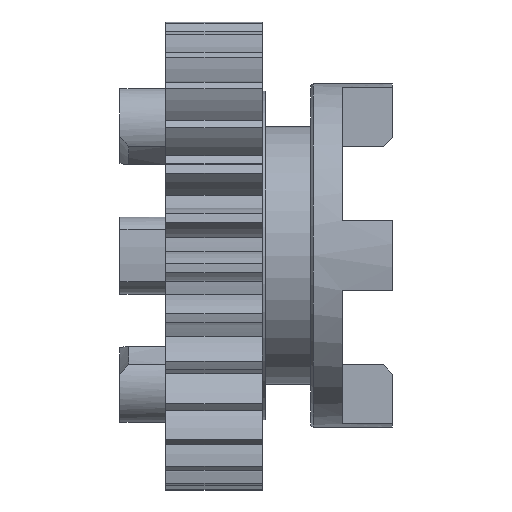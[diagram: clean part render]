
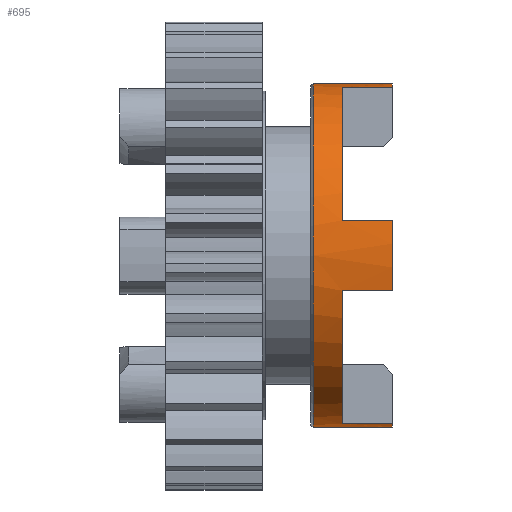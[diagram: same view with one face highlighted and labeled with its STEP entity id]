
A CAD part, left-side view. The second image highlights one B-rep face of the part: STEP entity #695.
In plain terms, the highlighted cylindrical face has radius 19.9 mm (diameter 39.8 mm), a partial arc.
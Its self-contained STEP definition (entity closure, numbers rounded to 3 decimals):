
#141 = VECTOR ( 'NONE', #6791, 1000. ) ;
#220 = VERTEX_POINT ( 'NONE', #5732 ) ;
#404 = VERTEX_POINT ( 'NONE', #3877 ) ;
#432 = CARTESIAN_POINT ( 'NONE',  ( 0., 9.15, 0. ) ) ;
#475 = EDGE_CURVE ( 'NONE', #404, #3639, #6499, .T. ) ;
#517 = DIRECTION ( 'NONE',  ( 0., 0., -1. ) ) ;
#676 = VERTEX_POINT ( 'NONE', #3193 ) ;
#695 = ADVANCED_FACE ( 'NONE', ( #2078 ), #2011, .T. ) ;
#760 = ORIENTED_EDGE ( 'NONE', *, *, #4172, .T. ) ;
#836 = DIRECTION ( 'NONE',  ( 0., 0., -1. ) ) ;
#854 = CARTESIAN_POINT ( 'NONE',  ( 0., 0., -19.9 ) ) ;
#861 = ORIENTED_EDGE ( 'NONE', *, *, #6013, .F. ) ;
#877 = ORIENTED_EDGE ( 'NONE', *, *, #3761, .F. ) ;
#969 = CIRCLE ( 'NONE', #4970, 19.9 ) ;
#1184 = DIRECTION ( 'NONE',  ( 0., 0., -1. ) ) ;
#1379 = LINE ( 'NONE', #854, #4268 ) ;
#1397 = DIRECTION ( 'NONE',  ( 0., -1., 0. ) ) ;
#1623 = DIRECTION ( 'NONE',  ( 0., 0., -1. ) ) ;
#1660 = EDGE_CURVE ( 'NONE', #6767, #2157, #1379, .T. ) ;
#1676 = DIRECTION ( 'NONE',  ( 0., -1., 0. ) ) ;
#1780 = CIRCLE ( 'NONE', #4079, 19.9 ) ;
#1861 = CARTESIAN_POINT ( 'NONE',  ( 0., 5.8, 0. ) ) ;
#1907 = EDGE_CURVE ( 'NONE', #676, #6190, #6795, .T. ) ;
#2011 = CYLINDRICAL_SURFACE ( 'NONE', #2127, 19.9 ) ;
#2021 = CARTESIAN_POINT ( 'NONE',  ( -4.075, 5.8, -19.478 ) ) ;
#2078 = FACE_OUTER_BOUND ( 'NONE', #6162, .T. ) ;
#2081 = LINE ( 'NONE', #3747, #2672 ) ;
#2127 = AXIS2_PLACEMENT_3D ( 'NONE', #5861, #3120, #1623 ) ;
#2157 = VERTEX_POINT ( 'NONE', #4806 ) ;
#2461 = ORIENTED_EDGE ( 'NONE', *, *, #1907, .F. ) ;
#2496 = CARTESIAN_POINT ( 'NONE',  ( 0., 0., 0. ) ) ;
#2606 = DIRECTION ( 'NONE',  ( 0., 0., -1. ) ) ;
#2630 = CARTESIAN_POINT ( 'NONE',  ( -4.075, 0., 19.478 ) ) ;
#2662 = ORIENTED_EDGE ( 'NONE', *, *, #5461, .F. ) ;
#2672 = VECTOR ( 'NONE', #6275, 1000. ) ;
#3034 = DIRECTION ( 'NONE',  ( 0., 0., 1. ) ) ;
#3120 = DIRECTION ( 'NONE',  ( 0., -1., 0. ) ) ;
#3193 = CARTESIAN_POINT ( 'NONE',  ( 0., 0., 19.9 ) ) ;
#3208 = CARTESIAN_POINT ( 'NONE',  ( -19.478, 0., -4.075 ) ) ;
#3229 = DIRECTION ( 'NONE',  ( 0., -1., 0. ) ) ;
#3234 = CARTESIAN_POINT ( 'NONE',  ( -19.478, 5.8, 4.075 ) ) ;
#3257 = ORIENTED_EDGE ( 'NONE', *, *, #1660, .T. ) ;
#3445 = LINE ( 'NONE', #4659, #141 ) ;
#3464 = EDGE_CURVE ( 'NONE', #4464, #3639, #969, .T. ) ;
#3639 = VERTEX_POINT ( 'NONE', #4067 ) ;
#3746 = ORIENTED_EDGE ( 'NONE', *, *, #3464, .F. ) ;
#3747 = CARTESIAN_POINT ( 'NONE',  ( -4.075, 0., -19.478 ) ) ;
#3761 = EDGE_CURVE ( 'NONE', #220, #2157, #6704, .T. ) ;
#3802 = ORIENTED_EDGE ( 'NONE', *, *, #475, .T. ) ;
#3877 = CARTESIAN_POINT ( 'NONE',  ( -19.478, 5.8, -4.075 ) ) ;
#3994 = ORIENTED_EDGE ( 'NONE', *, *, #4408, .F. ) ;
#4067 = CARTESIAN_POINT ( 'NONE',  ( -19.478, 0., -4.075 ) ) ;
#4079 = AXIS2_PLACEMENT_3D ( 'NONE', #6816, #5124, #1184 ) ;
#4172 = EDGE_CURVE ( 'NONE', #5224, #6767, #4986, .T. ) ;
#4197 = DIRECTION ( 'NONE',  ( 0., -1., 0. ) ) ;
#4235 = LINE ( 'NONE', #2630, #6782 ) ;
#4268 = VECTOR ( 'NONE', #5222, 1000. ) ;
#4408 = EDGE_CURVE ( 'NONE', #404, #5805, #1780, .T. ) ;
#4463 = DIRECTION ( 'NONE',  ( 0., 0., -1. ) ) ;
#4464 = VERTEX_POINT ( 'NONE', #6171 ) ;
#4473 = ORIENTED_EDGE ( 'NONE', *, *, #5288, .T. ) ;
#4538 = ORIENTED_EDGE ( 'NONE', *, *, #4628, .F. ) ;
#4628 = EDGE_CURVE ( 'NONE', #5805, #220, #2081, .T. ) ;
#4659 = CARTESIAN_POINT ( 'NONE',  ( -19.478, 0., 4.075 ) ) ;
#4691 = DIRECTION ( 'NONE',  ( 0., 1., 0. ) ) ;
#4806 = CARTESIAN_POINT ( 'NONE',  ( 0., 0., -19.9 ) ) ;
#4898 = LINE ( 'NONE', #7033, #5289 ) ;
#4938 = DIRECTION ( 'NONE',  ( 0., -1., 0. ) ) ;
#4970 = AXIS2_PLACEMENT_3D ( 'NONE', #7094, #3229, #517 ) ;
#4986 = CIRCLE ( 'NONE', #6024, 19.9 ) ;
#5040 = ORIENTED_EDGE ( 'NONE', *, *, #6487, .F. ) ;
#5124 = DIRECTION ( 'NONE',  ( 0., -1., 0. ) ) ;
#5222 = DIRECTION ( 'NONE',  ( 0., -1., 0. ) ) ;
#5223 = VECTOR ( 'NONE', #4938, 1000. ) ;
#5224 = VERTEX_POINT ( 'NONE', #6078 ) ;
#5288 = EDGE_CURVE ( 'NONE', #4464, #6368, #3445, .T. ) ;
#5289 = VECTOR ( 'NONE', #1676, 1000. ) ;
#5315 = AXIS2_PLACEMENT_3D ( 'NONE', #2496, #5381, #2606 ) ;
#5381 = DIRECTION ( 'NONE',  ( 0., -1., 0. ) ) ;
#5461 = EDGE_CURVE ( 'NONE', #6190, #6690, #4235, .T. ) ;
#5471 = CARTESIAN_POINT ( 'NONE',  ( 0., 0., 0. ) ) ;
#5544 = DIRECTION ( 'NONE',  ( 0., -1., 0. ) ) ;
#5732 = CARTESIAN_POINT ( 'NONE',  ( -4.075, 0., -19.478 ) ) ;
#5752 = AXIS2_PLACEMENT_3D ( 'NONE', #5471, #5544, #4463 ) ;
#5805 = VERTEX_POINT ( 'NONE', #2021 ) ;
#5861 = CARTESIAN_POINT ( 'NONE',  ( 0., 0., 0. ) ) ;
#6013 = EDGE_CURVE ( 'NONE', #5224, #676, #4898, .T. ) ;
#6024 = AXIS2_PLACEMENT_3D ( 'NONE', #432, #4197, #3034 ) ;
#6078 = CARTESIAN_POINT ( 'NONE',  ( 0., 9.15, 19.9 ) ) ;
#6162 = EDGE_LOOP ( 'NONE', ( #861, #760, #3257, #877, #4538, #3994, #3802, #3746, #4473, #5040, #2662, #2461 ) ) ;
#6171 = CARTESIAN_POINT ( 'NONE',  ( -19.478, 0., 4.075 ) ) ;
#6190 = VERTEX_POINT ( 'NONE', #6713 ) ;
#6275 = DIRECTION ( 'NONE',  ( 0., -1., 0. ) ) ;
#6368 = VERTEX_POINT ( 'NONE', #3234 ) ;
#6398 = CARTESIAN_POINT ( 'NONE',  ( -4.075, 5.8, 19.478 ) ) ;
#6459 = CIRCLE ( 'NONE', #6909, 19.9 ) ;
#6487 = EDGE_CURVE ( 'NONE', #6690, #6368, #6459, .T. ) ;
#6499 = LINE ( 'NONE', #3208, #5223 ) ;
#6582 = CARTESIAN_POINT ( 'NONE',  ( 0., 9.15, -19.9 ) ) ;
#6690 = VERTEX_POINT ( 'NONE', #6398 ) ;
#6704 = CIRCLE ( 'NONE', #5315, 19.9 ) ;
#6713 = CARTESIAN_POINT ( 'NONE',  ( -4.075, 0., 19.478 ) ) ;
#6767 = VERTEX_POINT ( 'NONE', #6582 ) ;
#6782 = VECTOR ( 'NONE', #4691, 1000. ) ;
#6791 = DIRECTION ( 'NONE',  ( 0., 1., 0. ) ) ;
#6795 = CIRCLE ( 'NONE', #5752, 19.9 ) ;
#6816 = CARTESIAN_POINT ( 'NONE',  ( 0., 5.8, 0. ) ) ;
#6909 = AXIS2_PLACEMENT_3D ( 'NONE', #1861, #1397, #836 ) ;
#7033 = CARTESIAN_POINT ( 'NONE',  ( 0., 0., 19.9 ) ) ;
#7094 = CARTESIAN_POINT ( 'NONE',  ( 0., 0., 0. ) ) ;
